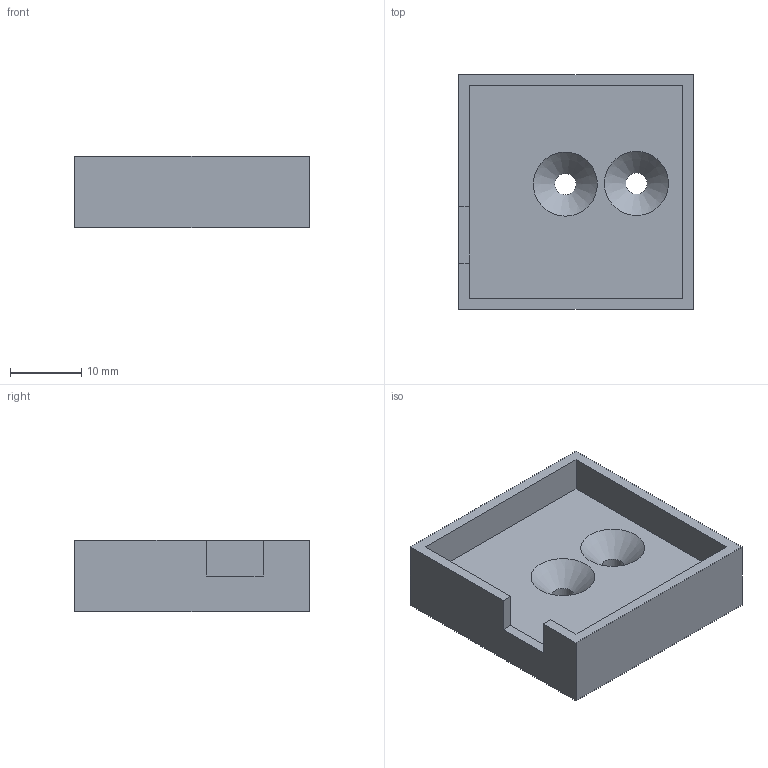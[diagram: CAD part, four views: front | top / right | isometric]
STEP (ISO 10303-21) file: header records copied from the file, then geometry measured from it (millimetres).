
FILE_DESCRIPTION(('FreeCAD Model'),'2;1');
FILE_NAME('Open CASCADE Shape Model','2024-04-12T17:02:47',('Author'),( ''),'Open CASCADE STEP processor 7.6','FreeCAD','Unknown');
FILE_SCHEMA(('AUTOMOTIVE_DESIGN { 1 0 10303 214 1 1 1 1 }'));
Length unit declared in the file: millimetre
Products named in the file (1): Chamfer
Bounding box: 33 x 33 x 10 mm (x, y, z)
Volume: 6117.9 mm3; surface area: 4089.3 mm2
Topology: 1 solids, 1 shells, 19 faces, 47 edges, 30 vertices
Faces by surface type: plane 15, cylinder 2, cone 2
Full cylindrical faces by diameter (mm): 3 x2
Entity records: 585 total; most frequent: CARTESIAN_POINT 97, ORIENTED_EDGE 94, DIRECTION 93, EDGE_CURVE 47, LINE 41, VECTOR 41, VERTEX_POINT 30, AXIS2_PLACEMENT_3D 26
